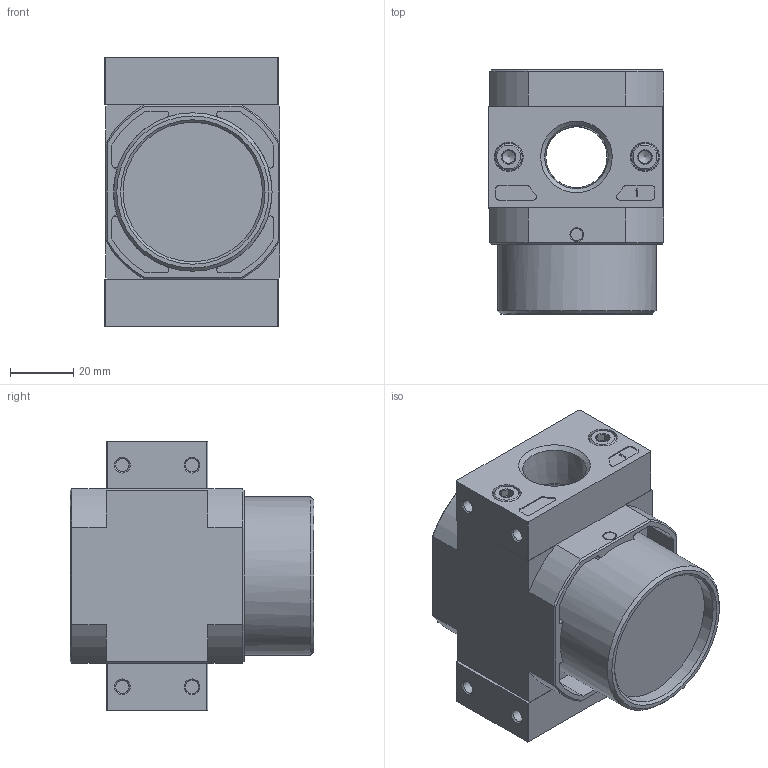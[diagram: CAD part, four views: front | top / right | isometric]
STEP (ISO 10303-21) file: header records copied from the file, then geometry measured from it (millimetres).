
FILE_DESCRIPTION(/* description */ ('STEP AP214'),/* implementation_level */ '2;1');
FILE_NAME(/* name */ '173920_HEL-1_2-D-MIDI-NPT',/* time_stamp */ '2024-08-29T03:52:39+02:00',/* author */ ('License CC BY-ND 4.0'),/* organization */ ('CADENAS'),/* preprocessor_version */ 'ST-DEVELOPER v19.3',/* originating_system */ 'PARTsolutions',/* authorisation */ ' ');
FILE_SCHEMA (('AUTOMOTIVE_DESIGN {1 0 10303 214 3 1 1}'));
Length unit declared in the file: millimetre
Products named in the file (6): 173920 HEL-1/2-D-MIDI-NPT; 360727 HEL-MIDI; 679804 PBL-1/2-D-MIDI-R-NPT--P1; DIN-912 - M5x18(F); 369989 LF-D-MIDI; 679803 PBL-1/2-D-MIDI-L-NPT--P1
Assembly tree (9 placements, depth 2):
  173920 HEL-1/2-D-MIDI-NPT
    360727 HEL-MIDI
    679804 PBL-1/2-D-MIDI-R-NPT--P1
    DIN-912 - M5x18(F)  x4
    369989 LF-D-MIDI  x2
    679803 PBL-1/2-D-MIDI-L-NPT--P1
Bounding box: 55.5 x 77 x 85 mm (x, y, z)
Volume: 207847.6 mm3; surface area: 50277.6 mm2
Topology: 9 solids, 9 shells, 377 faces, 846 edges, 521 vertices
Faces by surface type: plane 189, cylinder 97, cone 91
Full cylindrical faces by diameter (mm): 3.8 x1, 4.134 x8, 5 x4, 7 x1, 7.3 x4, 7.5 x2, 8.5 x4, 9 x1, 24 x1, 24.9 x1, 26.4 x1, 29.7 x1, 30.4 x1, 44 x1, 50 x1
Entity records: 8772 total; most frequent: DIRECTION 1392, CARTESIAN_POINT 1381, ORIENTED_EDGE 1186, EDGE_CURVE 593, AXIS2_PLACEMENT_3D 537, VERTEX_POINT 416, FACE_BOUND 387, EDGE_LOOP 384
